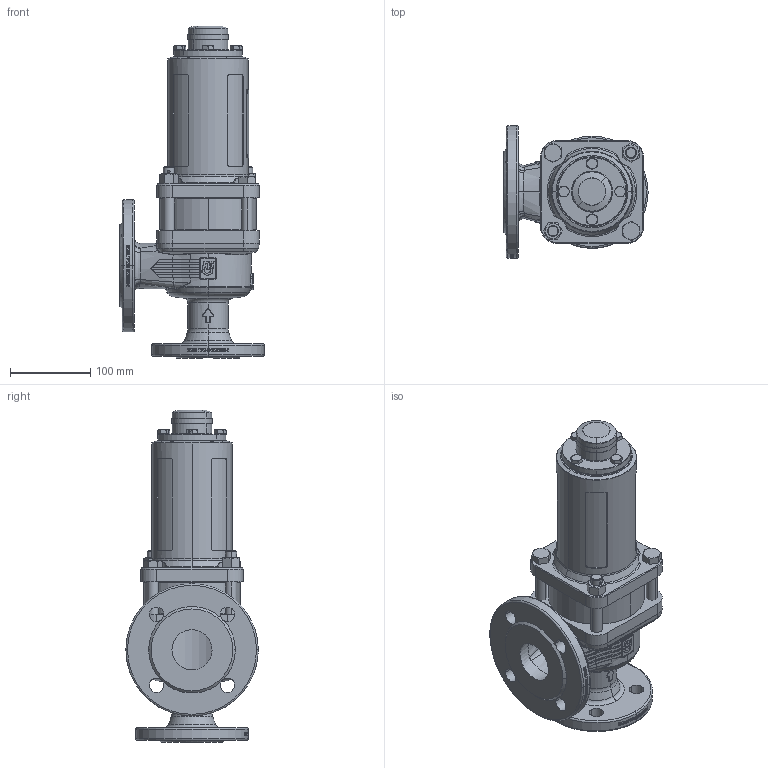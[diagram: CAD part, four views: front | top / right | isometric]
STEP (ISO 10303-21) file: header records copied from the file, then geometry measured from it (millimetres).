
FILE_DESCRIPTION(('HOOPS Exchange Step'),'2;1');
FILE_NAME('SF0402_DN32_DN32-50.stp','2025-06-26T08:45:00+02:00',('nieru'),('Unknown organisation'),'HOOPS Exchange 2024.2','HOOPS Exchange','Unknown authorisation');
FILE_SCHEMA( ('AP203_CONFIGURATION_CONTROLLED_3D_DESIGN_OF_MECHANICAL_PARTS_AND_ASSEMBLIES_MIM_LF') );
Length unit declared in the file: millimetre
Products named in the file (2): 0; root
Assembly tree (1 placements, depth 2):
  root
    0
Bounding box: 180 x 165 x 414.3 mm (x, y, z)
Volume: 1825110 mm3; surface area: 443046 mm2
Topology: 16 solids, 16 shells, 1931 faces, 4728 edges, 2892 vertices
Faces by surface type: bspline 679, plane 519, cylinder 341, cone 195, extrusion 100, torus 92, sphere 5
Full cylindrical faces by diameter (mm): 48 x1, 50 x1
Entity records: 125480 total; most frequent: CARTESIAN_POINT 86635, ORIENTED_EDGE 9352, DIRECTION 5746, EDGE_CURVE 4676, VERTEX_POINT 2892, B_SPLINE_CURVE_WITH_KNOTS 2363, AXIS2_PLACEMENT_3D 2194, EDGE_LOOP 2108
